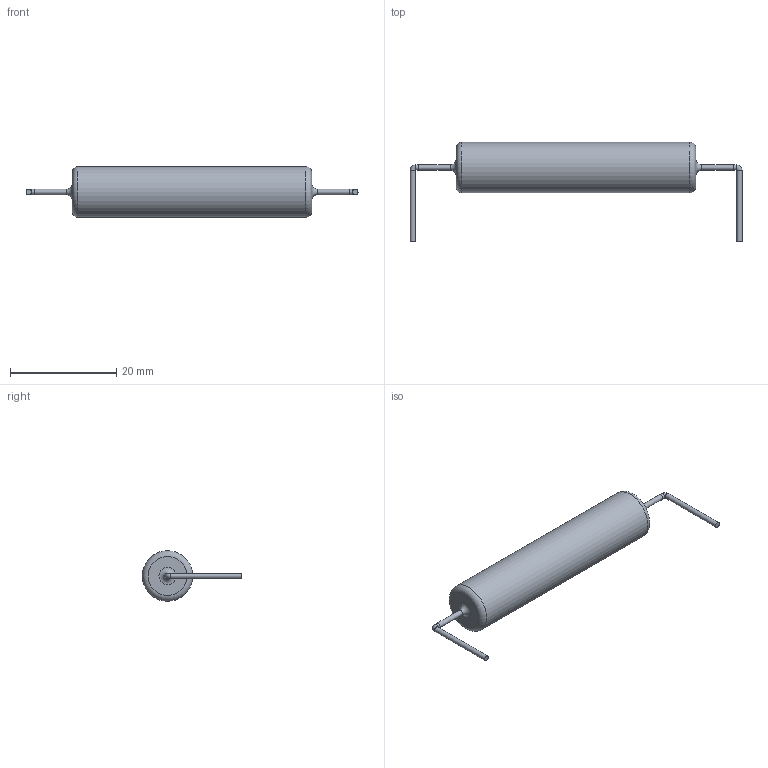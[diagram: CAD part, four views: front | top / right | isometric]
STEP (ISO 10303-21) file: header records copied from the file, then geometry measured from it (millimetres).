
FILE_DESCRIPTION(/* description */ (''),/* implementation_level */ '2;1');
FILE_NAME(/* name */ 'RS010_bent.step',/* time_stamp */ '2020-09-30T02:19:26+09:00',/* author */ (''),/* organization */ (''),/* preprocessor_version */ 'ST-DEVELOPER v18.1',/* originating_system */ 'Autodesk Translation Framework v9.3.0.1241',/* authorisation */ '');
FILE_SCHEMA (('AUTOMOTIVE_DESIGN { 1 0 10303 214 3 1 1 }'));
Length unit declared in the file: millimetre
Products named in the file (1): RS010
Bounding box: 62.63 x 18.77 x 9.53 mm (x, y, z)
Volume: 3248.4 mm3; surface area: 1608.8 mm2
Topology: 3 solids, 3 shells, 21 faces, 31 edges, 18 vertices
Faces by surface type: plane 8, cylinder 7, torus 6
Full cylindrical faces by diameter (mm): 1.02 x6, 9.53 x1
Entity records: 535 total; most frequent: DIRECTION 99, CARTESIAN_POINT 71, ORIENTED_EDGE 62, AXIS2_PLACEMENT_3D 46, EDGE_CURVE 31, CIRCLE 24, EDGE_LOOP 23, FACE_OUTER_BOUND 21
